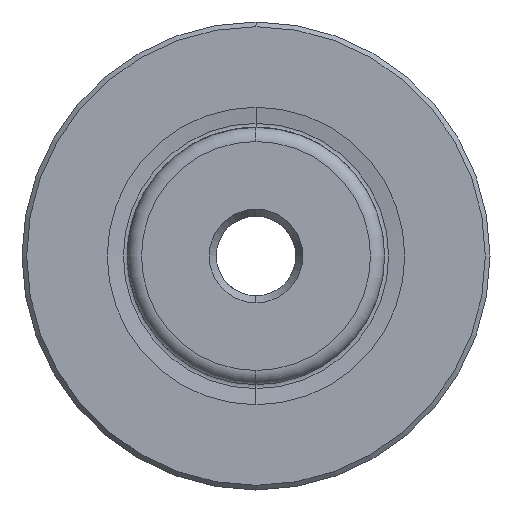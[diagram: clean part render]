
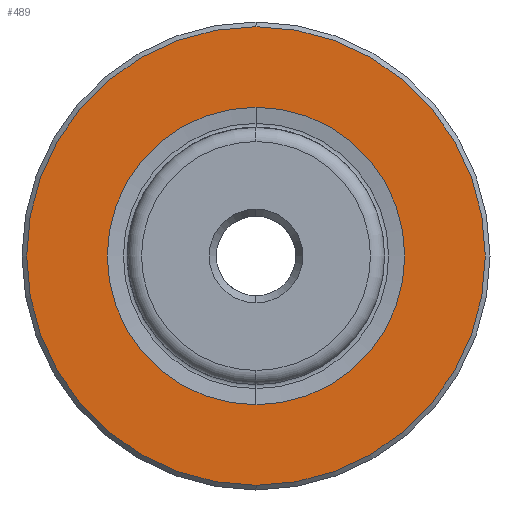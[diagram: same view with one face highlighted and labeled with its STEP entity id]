
A CAD part, left-side view. The second image highlights one B-rep face of the part: STEP entity #489.
In plain terms, the highlighted planar face has unit normal (-1, 0, 0).
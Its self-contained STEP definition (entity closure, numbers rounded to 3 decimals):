
#25 = ORIENTED_EDGE ( 'NONE', *, *, #2609, .T. ) ;
#30 = ORIENTED_EDGE ( 'NONE', *, *, #832, .T. ) ;
#33 = ORIENTED_EDGE ( 'NONE', *, *, #504, .F. ) ;
#37 = ORIENTED_EDGE ( 'NONE', *, *, #2683, .F. ) ;
#179 = VERTEX_POINT ( 'NONE', #2617 ) ;
#199 = DIRECTION ( 'NONE',  ( -1., 0., 0. ) ) ;
#206 = CARTESIAN_POINT ( 'NONE',  ( 0., 0., 0. ) ) ;
#489 = ADVANCED_FACE ( 'NONE', ( #2187, #2233 ), #3349, .F. ) ;
#504 = EDGE_CURVE ( 'NONE', #3542, #761, #2183, .T. ) ;
#758 = CARTESIAN_POINT ( 'NONE',  ( 0., 0., 12.715 ) ) ;
#761 = VERTEX_POINT ( 'NONE', #758 ) ;
#832 = EDGE_CURVE ( 'NONE', #1206, #179, #1628, .T. ) ;
#867 = AXIS2_PLACEMENT_3D ( 'NONE', #3295, #3382, #3386 ) ;
#931 = AXIS2_PLACEMENT_3D ( 'NONE', #3416, #3423, #3430 ) ;
#1138 = CIRCLE ( 'NONE', #1294, 12.715 ) ;
#1206 = VERTEX_POINT ( 'NONE', #3544 ) ;
#1217 = CARTESIAN_POINT ( 'NONE',  ( 0., 0., 0. ) ) ;
#1250 = AXIS2_PLACEMENT_3D ( 'NONE', #2247, #2260, #2275 ) ;
#1253 = DIRECTION ( 'NONE',  ( -1., 0., 0. ) ) ;
#1294 = AXIS2_PLACEMENT_3D ( 'NONE', #206, #199, #2514 ) ;
#1341 = DIRECTION ( 'NONE',  ( 0., 0., 1. ) ) ;
#1419 = CIRCLE ( 'NONE', #1250, 19.6 ) ;
#1628 = CIRCLE ( 'NONE', #2485, 19.6 ) ;
#1668 = EDGE_LOOP ( 'NONE', ( #25, #30 ) ) ;
#1755 = EDGE_LOOP ( 'NONE', ( #37, #33 ) ) ;
#2183 = CIRCLE ( 'NONE', #931, 12.715 ) ;
#2187 = FACE_BOUND ( 'NONE', #1755, .T. ) ;
#2233 = FACE_OUTER_BOUND ( 'NONE', #1668, .T. ) ;
#2247 = CARTESIAN_POINT ( 'NONE',  ( 0., 0., 0. ) ) ;
#2260 = DIRECTION ( 'NONE',  ( -1., 0., 0. ) ) ;
#2275 = DIRECTION ( 'NONE',  ( 0., 0., 1. ) ) ;
#2485 = AXIS2_PLACEMENT_3D ( 'NONE', #1217, #1253, #1341 ) ;
#2514 = DIRECTION ( 'NONE',  ( 0., 0., 1. ) ) ;
#2609 = EDGE_CURVE ( 'NONE', #179, #1206, #1419, .T. ) ;
#2617 = CARTESIAN_POINT ( 'NONE',  ( 0., 0., -19.6 ) ) ;
#2683 = EDGE_CURVE ( 'NONE', #761, #3542, #1138, .T. ) ;
#3214 = CARTESIAN_POINT ( 'NONE',  ( 0., 0., -12.715 ) ) ;
#3295 = CARTESIAN_POINT ( 'NONE',  ( 0., 12.715, 0. ) ) ;
#3349 = PLANE ( 'NONE',  #867 ) ;
#3382 = DIRECTION ( 'NONE',  ( 1., 0., 0. ) ) ;
#3386 = DIRECTION ( 'NONE',  ( 0., 0., -1. ) ) ;
#3416 = CARTESIAN_POINT ( 'NONE',  ( 0., 0., 0. ) ) ;
#3423 = DIRECTION ( 'NONE',  ( -1., 0., 0. ) ) ;
#3430 = DIRECTION ( 'NONE',  ( 0., 0., 1. ) ) ;
#3542 = VERTEX_POINT ( 'NONE', #3214 ) ;
#3544 = CARTESIAN_POINT ( 'NONE',  ( 0., 0., 19.6 ) ) ;
